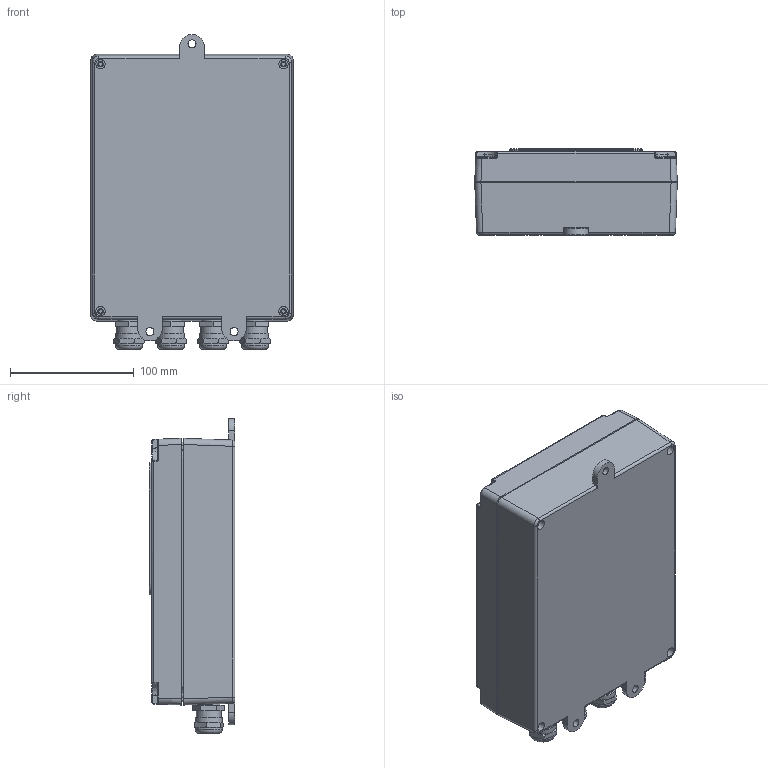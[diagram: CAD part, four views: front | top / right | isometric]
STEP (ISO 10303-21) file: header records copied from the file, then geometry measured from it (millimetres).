
FILE_DESCRIPTION (( 'STEP AP214' ), '1' );
FILE_NAME ('JB50E1-ZA 01 ESN100 Transceiver unit Uten PCB.STEP', '2020-04-01T10:54:04', ( '' ), ( '' ), 'SwSTEP 2.0', 'SolidWorks 2020', '' );
FILE_SCHEMA (( 'AUTOMOTIVE_DESIGN' ));
Length unit declared in the file: millimetre
Products named in the file (20): Pakning- nippel; pan head cross recess screw_iso_ISO 7045 - M3 x 6 - Z - 6N; Nippel PG13,5; Box name plate ring for JB50-SA; Box top part for JB50-SA; Skipper Label 65 x 11 mm for JB50 box; Kon- nippel; Standoff M3 x 6; Box bottom part for JB50-SA; Klemme- nippel; Box name plate for JB50-SA; Mutter-nippel; JB50E1-ZA 01 ESN100 Transceiver unit Uten PCB; Hylse- nippel; Skipper Label 39,5 x 5,5 mm for JB50 box; socket head cap screw_iso_ISO 4762 M4 x 30 - 20C; socket head cap screw_iso_ISO 4762 M4 x 6 - 6C
Assembly tree (58 placements, depth 3):
  JB50E1-ZA 01 ESN100 Transceiver unit Uten PCB
    Box bottom part for JB50-SA
    Box top part for JB50-SA
    Box name plate for JB50-SA
    Box name plate ring for JB50-SA
    socket head cap screw_iso_ISO 4762 M4 x 6 - 6C  x8
    Skipper Label 65 x 11 mm for JB50 box
    Skipper Label 39,5 x 5,5 mm for JB50 box
    socket head cap screw_iso_ISO 4762 M4 x 30 - 20C  x4
    Nippel PG13,5
      Hylse- nippel
      Klemme- nippel
      Mutter-nippel
      Pakning- nippel
      Kon- nippel
    Nippel PG13,5
      Hylse- nippel
      Klemme- nippel
      Mutter-nippel
      Pakning- nippel
      Kon- nippel
    Nippel PG13,5
      Hylse- nippel
      Klemme- nippel
      Mutter-nippel
      Pakning- nippel
      Kon- nippel
    Nippel PG13,5
      Hylse- nippel
      Klemme- nippel
      Mutter-nippel
      Pakning- nippel
      Kon- nippel
    Standoff M3 x 6  x8
    pan head cross recess screw_iso_ISO 7045 - M3 x 6 - Z - 6N  x8
Bounding box: 163.8 x 69.5 x 254.83 mm (x, y, z)
Volume: 514271.2 mm3; surface area: 330702.1 mm2
Topology: 54 solids, 54 shells, 3130 faces, 7479 edges, 4684 vertices
Faces by surface type: plane 1855, cylinder 411, cone 352, torus 276, bspline 220, sphere 16
Full cylindrical faces by diameter (mm): 2.5 x18, 3 x16, 3.3 x22, 4 x12, 4.2 x1, 4.5 x12, 5.6 x8, 5.8 x2, 6.5 x3, 7 x12, 7.5 x12, 7.7 x4, 10 x4, 12.3 x8, 13.4 x4, 13.5 x4, 14.5 x4, 14.7 x8, 16 x4, 16.7 x4, 16.8 x4, 17.3 x4, 17.6 x4, 18.6 x4, 18.8 x4, 20 x12, 21.8 x8
Entity records: 66709 total; most frequent: CARTESIAN_POINT 15879, ORIENTED_EDGE 8460, DIRECTION 8083, EDGE_CURVE 4230, VERTEX_POINT 2795, AXIS2_PLACEMENT_3D 2733, LINE 2617, VECTOR 2617
